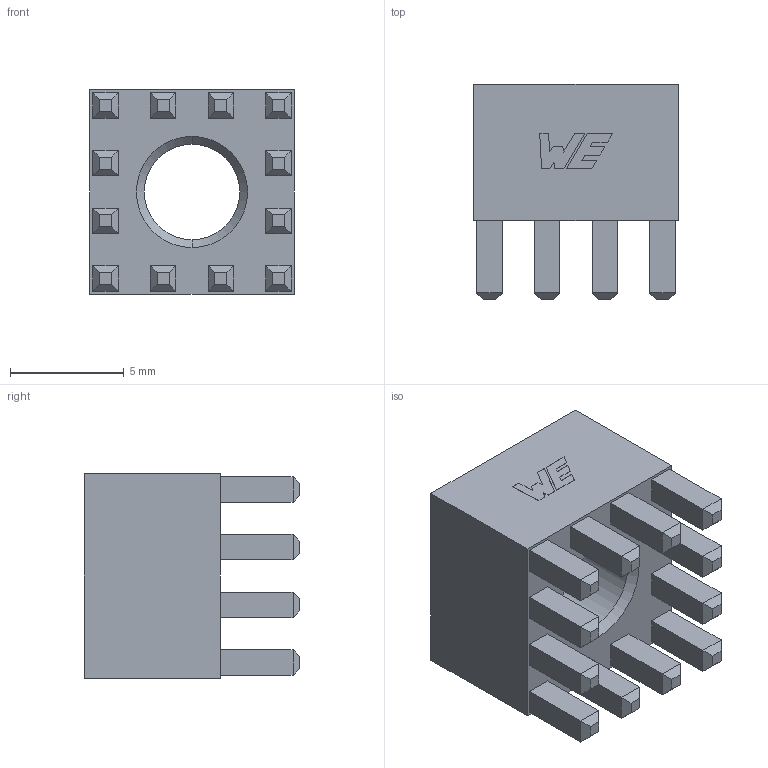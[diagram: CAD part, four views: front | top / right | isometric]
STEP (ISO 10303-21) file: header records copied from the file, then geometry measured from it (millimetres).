
FILE_DESCRIPTION (( 'STEP AP203' ), '1' );
FILE_NAME ('LF991105-A01.STEP', '2021-09-10T08:12:48', ( '' ), ( '' ), 'SwSTEP 2.0', 'SolidWorks 2018', '' );
FILE_SCHEMA (( 'CONFIG_CONTROL_DESIGN' ));
Length unit declared in the file: millimetre
Products named in the file (1): LF991105-A01
Bounding box: 9 x 9.5 x 9 mm (x, y, z)
Volume: 452.8 mm3; surface area: 603.1 mm2
Topology: 1 solids, 1 shells, 147 faces, 341 edges, 210 vertices
Faces by surface type: plane 141, cone 4, cylinder 2
Entity records: 4108 total; most frequent: CARTESIAN_POINT 699, ORIENTED_EDGE 682, DIRECTION 645, EDGE_CURVE 341, VECTOR 333, LINE 333, VERTEX_POINT 210, EDGE_LOOP 163
